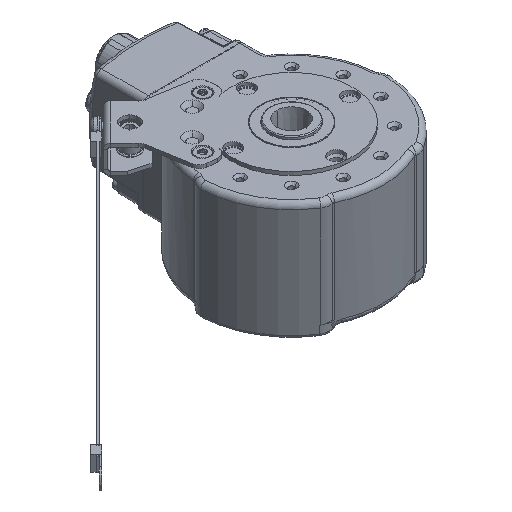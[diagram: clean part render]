
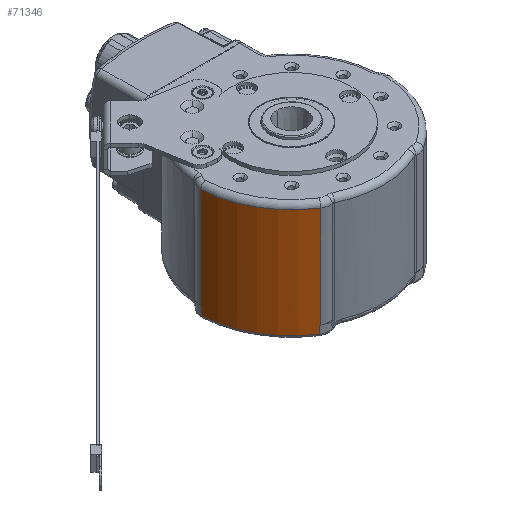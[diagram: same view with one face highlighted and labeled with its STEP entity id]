
A CAD part, isometric view. The second image highlights one B-rep face of the part: STEP entity #71346.
In plain terms, the highlighted cylindrical face has radius 55 mm (diameter 110 mm), a partial arc.
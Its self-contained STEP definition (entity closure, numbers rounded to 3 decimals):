
#25935=DIRECTION('',(0.,0.,-1.));
#25936=VECTOR('',#25935,58.5);
#25937=CARTESIAN_POINT('',(-54.944,-2.477,8.3));
#25938=LINE('',#25937,#25936);
#25944=CARTESIAN_POINT('',(0.,0.,8.3));
#25945=DIRECTION('',(0.,0.,-1.));
#25946=DIRECTION('',(-0.538,-0.843,0.));
#25947=AXIS2_PLACEMENT_3D('',#25944,#25945,#25946);
#25949=DIRECTION('',(0.,0.,-1.));
#25950=VECTOR('',#25949,4.5);
#25951=CARTESIAN_POINT('',(-30.051,-46.064,-50.2));
#25952=LINE('',#25951,#25950);
#25953=CARTESIAN_POINT('',(0.,0.,-54.7));
#25954=DIRECTION('',(0.,0.,-1.));
#25955=DIRECTION('',(-0.546,-0.838,0.));
#25956=AXIS2_PLACEMENT_3D('',#25953,#25954,#25955);
#25958=DIRECTION('',(0.,0.,-1.));
#25959=VECTOR('',#25958,4.5);
#25960=CARTESIAN_POINT('',(-54.918,-2.993,-50.2));
#25961=LINE('',#25960,#25959);
#27031=CARTESIAN_POINT('',(0.,0.,-50.2));
#27032=DIRECTION('',(0.,0.,1.));
#27033=DIRECTION('',(-0.999,-0.045,0.));
#27034=AXIS2_PLACEMENT_3D('',#27031,#27032,#27033);
#27389=CARTESIAN_POINT('',(0.,0.,-50.2));
#27390=DIRECTION('',(0.,0.,1.));
#27391=DIRECTION('',(-0.546,-0.838,0.));
#27392=AXIS2_PLACEMENT_3D('',#27389,#27390,#27391);
#27399=DIRECTION('',(0.,0.,1.));
#27400=VECTOR('',#27399,58.5);
#27401=CARTESIAN_POINT('',(-29.617,-46.345,-50.2));
#27402=LINE('',#27401,#27400);
#35135=CARTESIAN_POINT('',(-30.051,-46.064,-54.7));
#35136=CARTESIAN_POINT('',(-54.918,-2.993,-54.7));
#35137=VERTEX_POINT('',#35135);
#35138=VERTEX_POINT('',#35136);
#36324=CARTESIAN_POINT('',(-29.617,-46.345,8.3));
#36325=CARTESIAN_POINT('',(-54.944,-2.477,8.3));
#36326=VERTEX_POINT('',#36324);
#36327=VERTEX_POINT('',#36325);
#36787=CARTESIAN_POINT('',(-29.617,-46.345,-50.2));
#36789=VERTEX_POINT('',#36787);
#36790=CARTESIAN_POINT('',(-54.944,-2.477,-50.2));
#36792=VERTEX_POINT('',#36790);
#36828=CARTESIAN_POINT('',(-54.918,-2.993,-50.2));
#36829=VERTEX_POINT('',#36828);
#36830=CARTESIAN_POINT('',(-30.051,-46.064,-50.2));
#36831=VERTEX_POINT('',#36830);
#71324=CARTESIAN_POINT('',(0.,0.,-56.2));
#71325=DIRECTION('',(0.,0.,1.));
#71326=DIRECTION('',(1.,0.,0.));
#71327=AXIS2_PLACEMENT_3D('',#71324,#71325,#71326);
#71328=CYLINDRICAL_SURFACE('',#71327,55.);
#71329=ORIENTED_EDGE('',*,*,#71307,.F.);
#71331=ORIENTED_EDGE('',*,*,#71330,.F.);
#71333=ORIENTED_EDGE('',*,*,#71332,.F.);
#71335=ORIENTED_EDGE('',*,*,#71334,.F.);
#71337=ORIENTED_EDGE('',*,*,#71336,.T.);
#71339=ORIENTED_EDGE('',*,*,#71338,.T.);
#71341=ORIENTED_EDGE('',*,*,#71340,.F.);
#71343=ORIENTED_EDGE('',*,*,#71342,.F.);
#71344=EDGE_LOOP('',(#71329,#71331,#71333,#71335,#71337,#71339,#71341,#71343));
#71345=FACE_OUTER_BOUND('',#71344,.F.);
#25948=CIRCLE('',#25947,55.);
#25957=CIRCLE('',#25956,55.);
#27035=CIRCLE('',#27034,55.);
#27393=CIRCLE('',#27392,55.);
#71307=EDGE_CURVE('',#36327,#36792,#25938,.T.);
#71330=EDGE_CURVE('',#36326,#36327,#25948,.T.);
#71332=EDGE_CURVE('',#36789,#36326,#27402,.T.);
#71334=EDGE_CURVE('',#36831,#36789,#27393,.T.);
#71336=EDGE_CURVE('',#36831,#35137,#25952,.T.);
#71338=EDGE_CURVE('',#35137,#35138,#25957,.T.);
#71340=EDGE_CURVE('',#36829,#35138,#25961,.T.);
#71342=EDGE_CURVE('',#36792,#36829,#27035,.T.);
#71346=ADVANCED_FACE('',(#71345),#71328,.T.);
